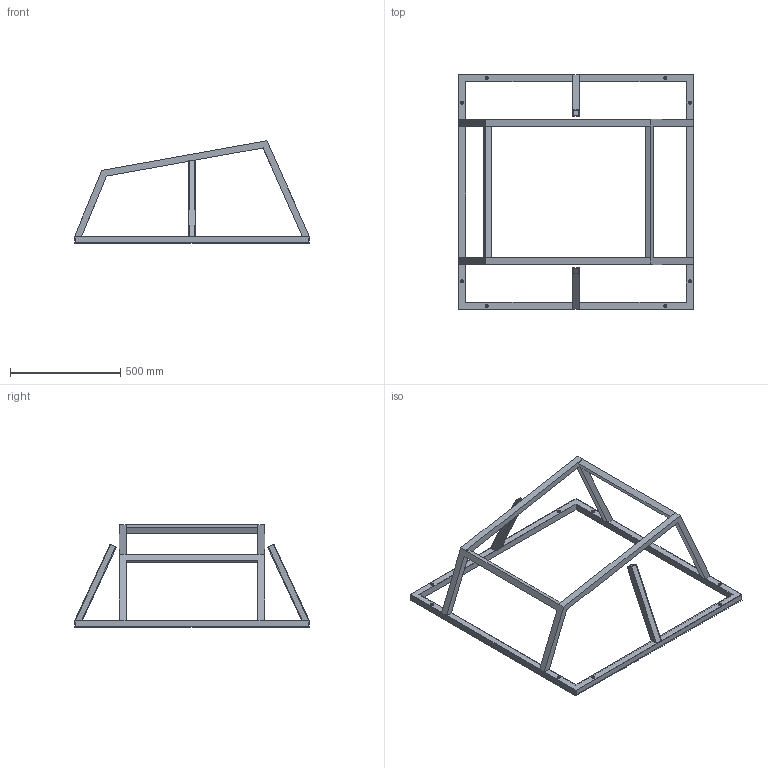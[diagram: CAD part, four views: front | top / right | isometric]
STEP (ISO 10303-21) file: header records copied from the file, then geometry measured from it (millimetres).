
FILE_DESCRIPTION(/* description */ (''),/* implementation_level */ '2;1');
FILE_NAME(/* name */ 'GE-17398_1.stp',/* time_stamp */ '2017-01-08T14:10:27-05:00',/* author */ ('jeff1'),/* organization */ (''),/* preprocessor_version */ 'ST-DEVELOPER v16.5',/* originating_system */ 'Autodesk Inventor 2017',/* authorisation */ '');
FILE_SCHEMA (('AUTOMOTIVE_DESIGN { 1 0 10303 214 3 1 1 }'));
Length unit declared in the file: inch
Products named in the file (1): GE-17398_1
Bounding box: 1066.8 x 1066.8 x 465.67 mm (x, y, z)
Volume: 4247494.7 mm3; surface area: 1918922 mm2
Topology: 1 solids, 5 shells, 132 faces, 354 edges, 228 vertices
Faces by surface type: plane 116, cylinder 8, cone 8
Full cylindrical faces by diameter (mm): 6.756 x8
Entity records: 4066 total; most frequent: CARTESIAN_POINT 699, ORIENTED_EDGE 676, DIRECTION 636, EDGE_CURVE 338, LINE 306, VECTOR 306, VERTEX_POINT 228, EDGE_LOOP 186
